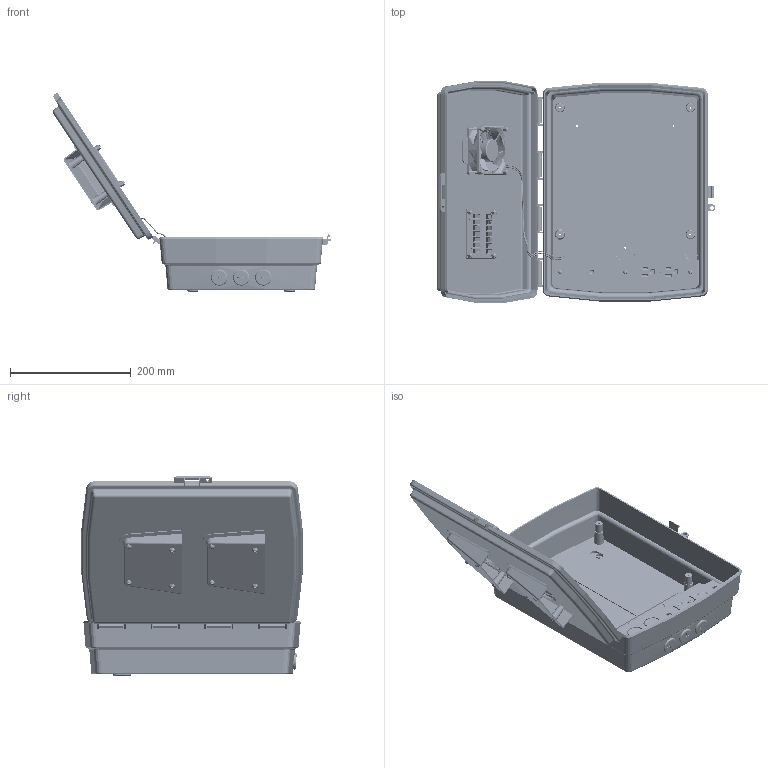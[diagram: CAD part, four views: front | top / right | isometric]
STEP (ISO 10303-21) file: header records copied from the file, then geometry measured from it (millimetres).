
FILE_DESCRIPTION (( 'STEP AP214' ), '1' );
FILE_NAME ('TEP141004-10FW.STEP', '2019-05-08T19:04:47', ( '' ), ( '' ), 'SwSTEP 2.0', 'SolidWorks 2018', '' );
FILE_SCHEMA (( 'AUTOMOTIVE_DESIGN' ));
Length unit declared in the file: inch
Products named in the file (18): TEP141004-10FW; NBP141004_Box; NBP141004_outletScrew; Fan Screen-All Wires-80x80 ALUM; NBP141004_120VAC outlet; Fan-80x80x25; NBP1414004_Oring; NBP141004_LowerPlate; 8-32x.5-PHP-MS; NBP141004-FanWire; NBP141004_ConduitGrommit; NBP141004_Lid-Vented; NBP141004_Velcro tape; NBP141004_PanelScrew; NBP141004_Panel; 8-32_fill with locknut-2; 8-32_fill with locknut-1; 1AM07-078
Assembly tree (43 placements, depth 2):
  TEP141004-10FW
    NBP141004_Box
    NBP141004_Lid-Vented
    NBP141004_ConduitGrommit  x3
    NBP141004_LowerPlate
    NBP141004_Panel
    NBP141004_120VAC outlet
    NBP141004_Velcro tape  x2
    1AM07-078  x2
    NBP1414004_Oring  x8
    Fan Screen-All Wires-80x80 ALUM
    8-32_fill with locknut-2  x4
    8-32x.5-PHP-MS  x8
    Fan-80x80x25
    8-32_fill with locknut-1  x4
    NBP141004-FanWire
    NBP141004_PanelScrew  x3
    NBP141004_outletScrew
Bounding box: 461.04 x 366.88 x 329.97 mm (x, y, z)
Volume: 1235147.7 mm3; surface area: 913458 mm2
Topology: 142 solids, 142 shells, 5393 faces, 12000 edges, 6982 vertices
Faces by surface type: cone 2590, plane 1173, cylinder 1072, torus 308, bspline 220, sphere 30
Entity records: 127722 total; most frequent: CARTESIAN_POINT 30582, DIRECTION 14590, ORIENTED_EDGE 13758, EDGE_CURVE 6879, AXIS2_PLACEMENT_3D 5771, VERTEX_POINT 4250, EDGE_LOOP 3379, LINE 3048
